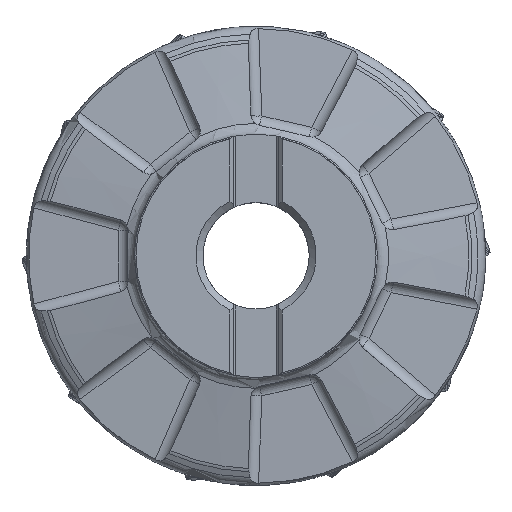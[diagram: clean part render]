
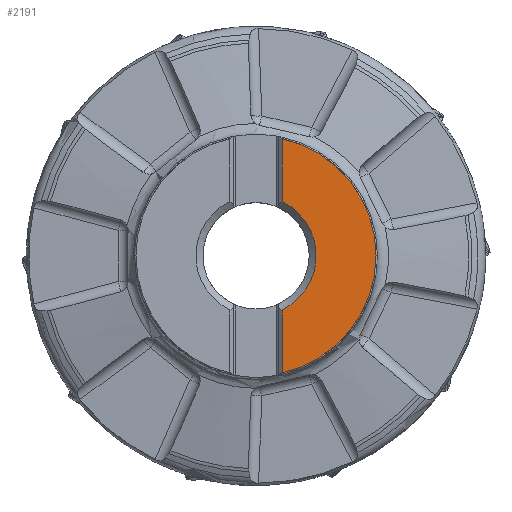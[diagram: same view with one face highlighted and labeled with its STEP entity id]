
A CAD part, top view. The second image highlights one B-rep face of the part: STEP entity #2191.
In plain terms, the highlighted planar face has unit normal (0, 0, 1).
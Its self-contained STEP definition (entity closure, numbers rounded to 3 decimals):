
#1367=FACE_OUTER_BOUND('',#4278,.T.);
#2191=ADVANCED_FACE('CU_BACK_F001',(#1367),#2960,.F.);
#2960=PLANE('',#17002);
#3482=CIRCLE('',#16996,43.);
#3485=CIRCLE('',#17001,21.556);
#4278=EDGE_LOOP('',(#8241,#8242,#8243,#8244));
#5214=LINE('',#24923,#6003);
#5215=LINE('',#24944,#6004);
#6003=VECTOR('',#18879,1.);
#6004=VECTOR('',#18884,1.);
#8241=ORIENTED_EDGE('',*,*,#13930,.F.);
#8242=ORIENTED_EDGE('',*,*,#13643,.T.);
#8243=ORIENTED_EDGE('',*,*,#13933,.T.);
#8244=ORIENTED_EDGE('',*,*,#13646,.T.);
#11946=VERTEX_POINT('',#24899);
#11948=VERTEX_POINT('',#24922);
#11950=VERTEX_POINT('',#24943);
#11951=VERTEX_POINT('',#24945);
#13643=EDGE_CURVE('',#11946,#11948,#5214,.T.);
#13646=EDGE_CURVE('',#11951,#11950,#5215,.T.);
#13930=EDGE_CURVE('',#11946,#11950,#3482,.T.);
#13933=EDGE_CURVE('',#11948,#11951,#3485,.T.);
#16996=AXIS2_PLACEMENT_3D('',#26205,#19339,#19340);
#17001=AXIS2_PLACEMENT_3D('',#26210,#19349,#19350);
#17002=AXIS2_PLACEMENT_3D('',#26211,#19351,#19352);
#18879=DIRECTION('',(0.,-1.,0.));
#18884=DIRECTION('',(0.,-1.,0.));
#19339=DIRECTION('',(0.,0.,-1.));
#19340=DIRECTION('',(1.,0.,0.));
#19349=DIRECTION('',(0.,0.,-1.));
#19350=DIRECTION('',(1.,0.,0.));
#19351=DIRECTION('',(0.,0.,-1.));
#19352=DIRECTION('',(-1.,0.,0.));
#24899=CARTESIAN_POINT('',(9.368,41.967,0.));
#24922=CARTESIAN_POINT('',(9.368,19.414,0.));
#24923=CARTESIAN_POINT('',(9.368,0.,0.));
#24943=CARTESIAN_POINT('',(9.367,-41.967,0.));
#24944=CARTESIAN_POINT('',(9.367,0.,0.));
#24945=CARTESIAN_POINT('',(9.368,-19.414,0.));
#26205=CARTESIAN_POINT('',(0.,0.,0.));
#26210=CARTESIAN_POINT('',(0.,0.,0.));
#26211=CARTESIAN_POINT('',(-43.,0.,0.));
